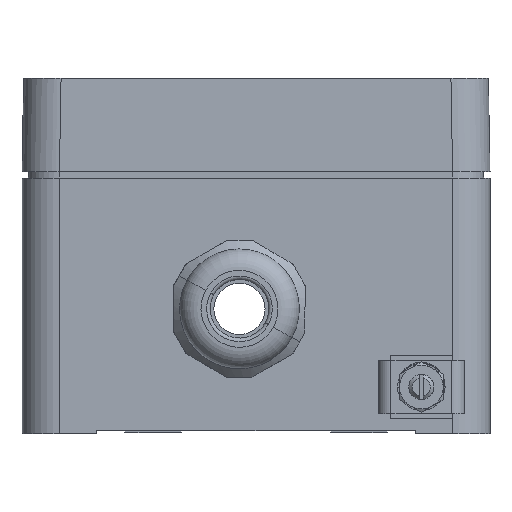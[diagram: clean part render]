
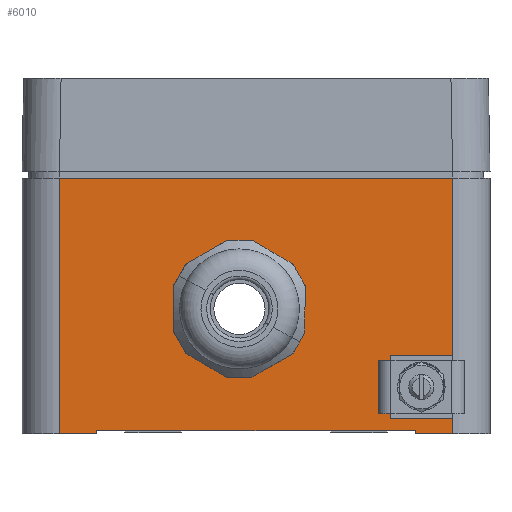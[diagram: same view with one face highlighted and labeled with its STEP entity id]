
A CAD part, front view. The second image highlights one B-rep face of the part: STEP entity #6010.
In plain terms, the highlighted planar face has unit normal (0, -1, 0).
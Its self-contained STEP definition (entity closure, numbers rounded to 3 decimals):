
#61=AXIS2_PLACEMENT_3D('Circle Axis2P3D',#59,#60,$) ;
#78=AXIS2_PLACEMENT_3D('Circle Axis2P3D',#76,#77,$) ;
#662=AXIS2_PLACEMENT_3D('Circle Axis2P3D',#660,#661,$) ;
#697=AXIS2_PLACEMENT_3D('Circle Axis2P3D',#695,#696,$) ;
#5990=AXIS2_PLACEMENT_3D('Plane Axis2P3D',#5987,#5988,#5989) ;
#42=CARTESIAN_POINT('Vertex',(31.429,26.,24.316)) ;
#56=CARTESIAN_POINT('Vertex',(43.571,26.,17.684)) ;
#59=CARTESIAN_POINT('Axis2P3D Location',(37.5,26.,21.)) ;
#76=CARTESIAN_POINT('Axis2P3D Location',(37.5,26.,21.)) ;
#106=CARTESIAN_POINT('Vertex',(12.,26.,0.)) ;
#109=CARTESIAN_POINT('Line Origine',(9.,26.,0.)) ;
#113=CARTESIAN_POINT('Vertex',(6.,26.,0.)) ;
#211=CARTESIAN_POINT('Vertex',(6.,26.,41.)) ;
#214=CARTESIAN_POINT('Line Origine',(37.5,26.,41.)) ;
#218=CARTESIAN_POINT('Vertex',(69.,26.,41.)) ;
#315=CARTESIAN_POINT('Line Origine',(69.,26.,21.)) ;
#319=CARTESIAN_POINT('Vertex',(69.,26.,0.)) ;
#355=CARTESIAN_POINT('Line Origine',(66.,26.,0.)) ;
#359=CARTESIAN_POINT('Vertex',(63.,26.,0.)) ;
#439=CARTESIAN_POINT('Vertex',(63.,26.,0.5)) ;
#442=CARTESIAN_POINT('Line Origine',(37.5,26.,0.5)) ;
#446=CARTESIAN_POINT('Vertex',(12.,26.,0.5)) ;
#643=CARTESIAN_POINT('Line Origine',(12.,26.,0.25)) ;
#660=CARTESIAN_POINT('Axis2P3D Location',(64.,26.,7.5)) ;
#664=CARTESIAN_POINT('Vertex',(62.577,26.,8.277)) ;
#666=CARTESIAN_POINT('Vertex',(65.423,26.,6.723)) ;
#695=CARTESIAN_POINT('Axis2P3D Location',(64.,26.,7.5)) ;
#5942=CARTESIAN_POINT('Line Origine',(63.,26.,0.25)) ;
#5959=CARTESIAN_POINT('Line Origine',(6.,26.,21.)) ;
#5987=CARTESIAN_POINT('Axis2P3D Location',(75.,26.,0.)) ;
#60=DIRECTION('Axis2P3D Direction',(0.,1.,0.)) ;
#77=DIRECTION('Axis2P3D Direction',(0.,1.,0.)) ;
#110=DIRECTION('Vector Direction',(-1.,0.,0.)) ;
#215=DIRECTION('Vector Direction',(-1.,0.,0.)) ;
#316=DIRECTION('Vector Direction',(0.,0.,1.)) ;
#356=DIRECTION('Vector Direction',(-1.,0.,0.)) ;
#443=DIRECTION('Vector Direction',(1.,0.,0.)) ;
#644=DIRECTION('Vector Direction',(0.,0.,1.)) ;
#661=DIRECTION('Axis2P3D Direction',(0.,1.,0.)) ;
#696=DIRECTION('Axis2P3D Direction',(0.,1.,0.)) ;
#5943=DIRECTION('Vector Direction',(0.,0.,1.)) ;
#5960=DIRECTION('Vector Direction',(0.,0.,1.)) ;
#5988=DIRECTION('Axis2P3D Direction',(0.,1.,-0.)) ;
#5989=DIRECTION('Axis2P3D XDirection',(-1.,0.,0.)) ;
#111=VECTOR('Line Direction',#110,1.) ;
#216=VECTOR('Line Direction',#215,1.) ;
#317=VECTOR('Line Direction',#316,1.) ;
#357=VECTOR('Line Direction',#356,1.) ;
#444=VECTOR('Line Direction',#443,1.) ;
#645=VECTOR('Line Direction',#644,1.) ;
#5944=VECTOR('Line Direction',#5943,1.) ;
#5961=VECTOR('Line Direction',#5960,1.) ;
#5993=ORIENTED_EDGE('',*,*,#647,.T.) ;
#5994=ORIENTED_EDGE('',*,*,#448,.T.) ;
#5995=ORIENTED_EDGE('',*,*,#5946,.F.) ;
#5996=ORIENTED_EDGE('',*,*,#361,.T.) ;
#5997=ORIENTED_EDGE('',*,*,#321,.T.) ;
#5998=ORIENTED_EDGE('',*,*,#220,.T.) ;
#5999=ORIENTED_EDGE('',*,*,#5963,.F.) ;
#6000=ORIENTED_EDGE('',*,*,#115,.T.) ;
#6003=ORIENTED_EDGE('',*,*,#63,.T.) ;
#6004=ORIENTED_EDGE('',*,*,#80,.T.) ;
#6007=ORIENTED_EDGE('',*,*,#699,.T.) ;
#6008=ORIENTED_EDGE('',*,*,#668,.T.) ;
#6005=FACE_BOUND('',#6002,.T.) ;
#6009=FACE_BOUND('',#6006,.T.) ;
#6010=ADVANCED_FACE('Hauptkoerper',(#6001,#6005,#6009),#5991,.F.) ;
#62=CIRCLE('generated circle',#61,6.918) ;
#79=CIRCLE('generated circle',#78,6.918) ;
#663=CIRCLE('generated circle',#662,1.621) ;
#698=CIRCLE('generated circle',#697,1.621) ;
#63=EDGE_CURVE('',#43,#57,#62,.T.) ;
#80=EDGE_CURVE('',#57,#43,#79,.T.) ;
#115=EDGE_CURVE('',#114,#107,#112,.F.) ;
#220=EDGE_CURVE('',#219,#212,#217,.T.) ;
#321=EDGE_CURVE('',#320,#219,#318,.T.) ;
#361=EDGE_CURVE('',#360,#320,#358,.F.) ;
#448=EDGE_CURVE('',#447,#440,#445,.T.) ;
#647=EDGE_CURVE('',#107,#447,#646,.T.) ;
#668=EDGE_CURVE('',#665,#667,#663,.T.) ;
#699=EDGE_CURVE('',#667,#665,#698,.T.) ;
#5946=EDGE_CURVE('',#360,#440,#5945,.T.) ;
#5963=EDGE_CURVE('',#114,#212,#5962,.T.) ;
#5992=EDGE_LOOP('',(#5993,#5994,#5995,#5996,#5997,#5998,#5999,#6000)) ;
#6002=EDGE_LOOP('',(#6003,#6004)) ;
#6006=EDGE_LOOP('',(#6007,#6008)) ;
#6001=FACE_OUTER_BOUND('',#5992,.T.) ;
#112=LINE('Line',#109,#111) ;
#217=LINE('Line',#214,#216) ;
#318=LINE('Line',#315,#317) ;
#358=LINE('Line',#355,#357) ;
#445=LINE('Line',#442,#444) ;
#646=LINE('Line',#643,#645) ;
#5945=LINE('Line',#5942,#5944) ;
#5962=LINE('Line',#5959,#5961) ;
#5991=PLANE('',#5990) ;
#43=VERTEX_POINT('',#42) ;
#57=VERTEX_POINT('',#56) ;
#107=VERTEX_POINT('',#106) ;
#114=VERTEX_POINT('',#113) ;
#212=VERTEX_POINT('',#211) ;
#219=VERTEX_POINT('',#218) ;
#320=VERTEX_POINT('',#319) ;
#360=VERTEX_POINT('',#359) ;
#440=VERTEX_POINT('',#439) ;
#447=VERTEX_POINT('',#446) ;
#665=VERTEX_POINT('',#664) ;
#667=VERTEX_POINT('',#666) ;
